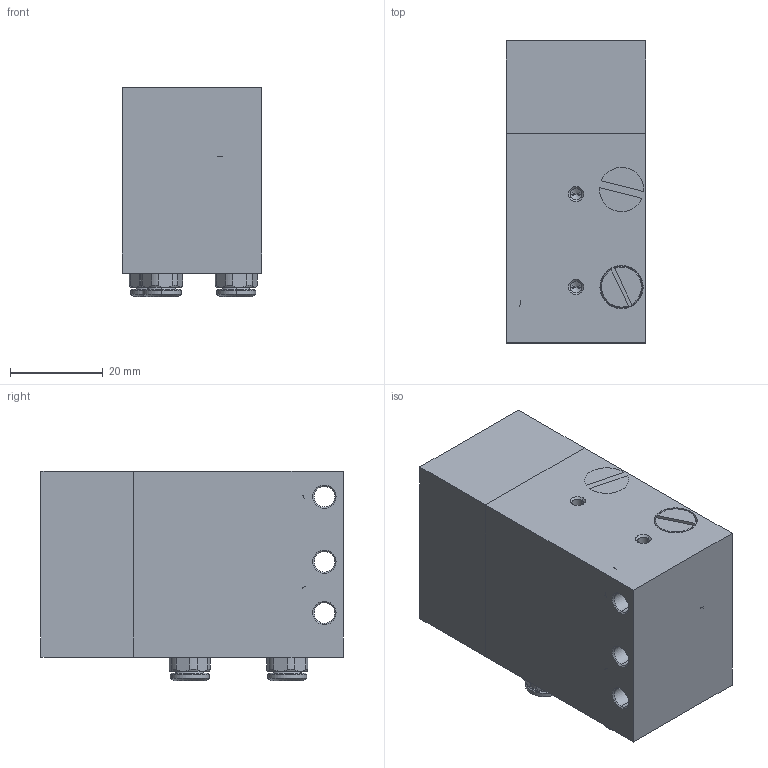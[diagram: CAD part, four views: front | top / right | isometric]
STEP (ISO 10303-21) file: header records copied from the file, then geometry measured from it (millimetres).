
FILE_DESCRIPTION (( 'STEP AP203' ), '1' );
FILE_NAME ('08.337.4.STEP', '2019-01-11T13:19:08', ( '' ), ( '' ), 'SwSTEP 2.0', 'SolidWorks 2016', '' );
FILE_SCHEMA (( 'CONFIG_CONTROL_DESIGN' ));
Products named in the file (1): 08.337.4
Bounding box: 30 x 65 x 45.1 mm (x, y, z)
Volume: 75300.6 mm3; surface area: 40130.2 mm2
Topology: 73 solids, 73 shells, 1522 faces, 3421 edges, 2078 vertices
Faces by surface type: plane 452, cylinder 448, torus 292, cone 224, bspline 57, sphere 49
Entity records: 60732 total; most frequent: CARTESIAN_POINT 26576, DIRECTION 7852, ORIENTED_EDGE 6636, AXIS2_PLACEMENT_3D 3345, EDGE_CURVE 3318, VERTEX_POINT 2027, CIRCLE 1879, EDGE_LOOP 1653
